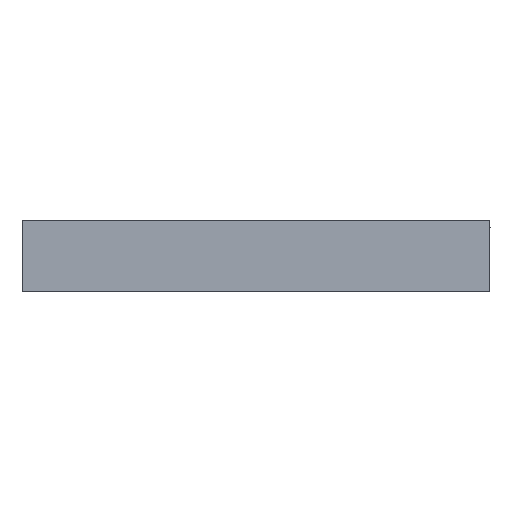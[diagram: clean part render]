
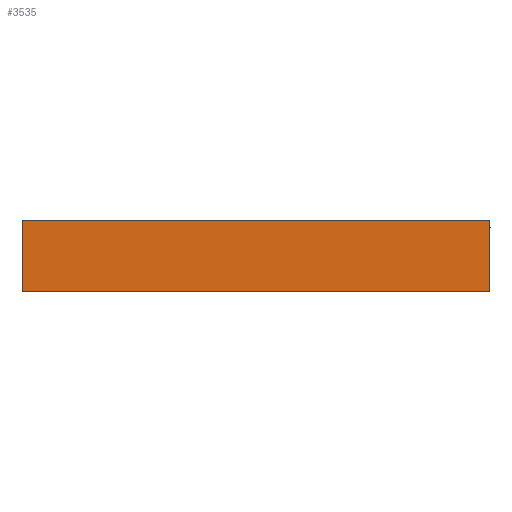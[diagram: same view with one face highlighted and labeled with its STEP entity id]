
A CAD part, front view. The second image highlights one B-rep face of the part: STEP entity #3535.
In plain terms, the highlighted free-form (B-spline) face has degree [1, 1] with [2, 2] control points.
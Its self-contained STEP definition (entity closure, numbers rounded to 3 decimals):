
#3535 = ADVANCED_FACE('',(#3536),#3566,.T.);
#3536 = FACE_BOUND('',#3537,.T.);
#3537 = EDGE_LOOP('',(#3538,#3547,#3554,#3561));
#3538 = ORIENTED_EDGE('',*,*,#3539,.T.);
#3539 = EDGE_CURVE('',#3540,#3542,#3544,.T.);
#3540 = VERTEX_POINT('',#3541);
#3541 = CARTESIAN_POINT('',(-102.946,-30.812,0.));
#3542 = VERTEX_POINT('',#3543);
#3543 = CARTESIAN_POINT('',(-102.946,-30.812,
    41.595));
#3544 = B_SPLINE_CURVE_WITH_KNOTS('',1,(#3545,#3546),.UNSPECIFIED.,.F.,
  .F.,(2,2),(0.,40.),.PIECEWISE_BEZIER_KNOTS.);
#3545 = CARTESIAN_POINT('',(-102.946,-30.812,0.));
#3546 = CARTESIAN_POINT('',(-102.946,-30.812,
    41.595));
#3547 = ORIENTED_EDGE('',*,*,#3548,.T.);
#3548 = EDGE_CURVE('',#3542,#3549,#3551,.T.);
#3549 = VERTEX_POINT('',#3550);
#3550 = CARTESIAN_POINT('',(167.42,-30.812,
    41.595));
#3551 = B_SPLINE_CURVE_WITH_KNOTS('',1,(#3552,#3553),.UNSPECIFIED.,.F.,
  .F.,(2,2),(0.,260.),.PIECEWISE_BEZIER_KNOTS.);
#3552 = CARTESIAN_POINT('',(-102.946,-30.812,
    41.595));
#3553 = CARTESIAN_POINT('',(167.42,-30.812,
    41.595));
#3554 = ORIENTED_EDGE('',*,*,#3555,.T.);
#3555 = EDGE_CURVE('',#3549,#3556,#3558,.T.);
#3556 = VERTEX_POINT('',#3557);
#3557 = CARTESIAN_POINT('',(167.42,-30.812,0.));
#3558 = B_SPLINE_CURVE_WITH_KNOTS('',1,(#3559,#3560),.UNSPECIFIED.,.F.,
  .F.,(2,2),(0.,40.),.PIECEWISE_BEZIER_KNOTS.);
#3559 = CARTESIAN_POINT('',(167.42,-30.812,
    41.595));
#3560 = CARTESIAN_POINT('',(167.42,-30.812,0.));
#3561 = ORIENTED_EDGE('',*,*,#3562,.T.);
#3562 = EDGE_CURVE('',#3556,#3540,#3563,.T.);
#3563 = B_SPLINE_CURVE_WITH_KNOTS('',1,(#3564,#3565),.UNSPECIFIED.,.F.,
  .F.,(2,2),(0.,260.),.PIECEWISE_BEZIER_KNOTS.);
#3564 = CARTESIAN_POINT('',(167.42,-30.812,0.));
#3565 = CARTESIAN_POINT('',(-102.946,-30.812,0.));
#3566 = B_SPLINE_SURFACE_WITH_KNOTS('',1,1,(
    (#3567,#3568)
    ,(#3569,#3570
    )),.UNSPECIFIED.,.F.,.F.,.F.,(2,2),(2,2),(0.,1.),(0.,1.),
  .PIECEWISE_BEZIER_KNOTS.);
#3567 = CARTESIAN_POINT('',(-102.946,-30.812,0.));
#3568 = CARTESIAN_POINT('',(167.42,-30.812,0.));
#3569 = CARTESIAN_POINT('',(-102.946,-30.812,
    41.595));
#3570 = CARTESIAN_POINT('',(167.42,-30.812,
    41.595));
